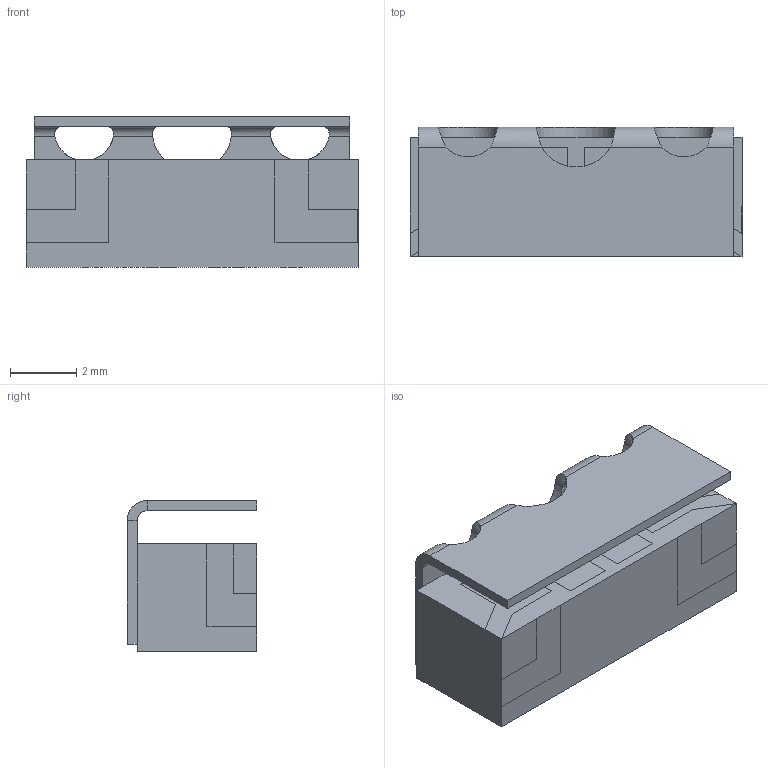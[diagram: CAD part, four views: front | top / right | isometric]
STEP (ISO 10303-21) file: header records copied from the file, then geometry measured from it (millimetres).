
FILE_DESCRIPTION(('STEP AP203'), '1');
FILE_NAME('ÍØÁÀ.434834.018-09.01_Ôèëüòð ÔÊÏ1-218-09-5,8-200', '', ('UNSPECIFIED'), ('UNSPECIFIED'), 'ASCON STEP Converter 1.6', 'ASCON Math Kernel', '');
FILE_SCHEMA(('CONFIG_CONTROL_DESIGN'));
Length unit declared in the file: millimetre
Products named in the file (1): НШБА.434834.018-09.01_Фильтр ФКП1-218-09-5,8-200
Bounding box: 10 x 3.9 x 4.54 mm (x, y, z)
Volume: 129 mm3; surface area: 276.2 mm2
Topology: 1 solids, 1 shells, 366 faces, 967 edges, 630 vertices
Faces by surface type: plane 242, bspline 100, cylinder 24
Full cylindrical faces by diameter (mm): 0.6 x2, 1 x2
Entity records: 23448 total; most frequent: CARTESIAN_POINT 12254, ORIENTED_EDGE 1926, DIRECTION 1250, EDGE_CURVE 963, LINE 632, VECTOR 632, VERTEX_POINT 630, EDGE_LOOP 411
